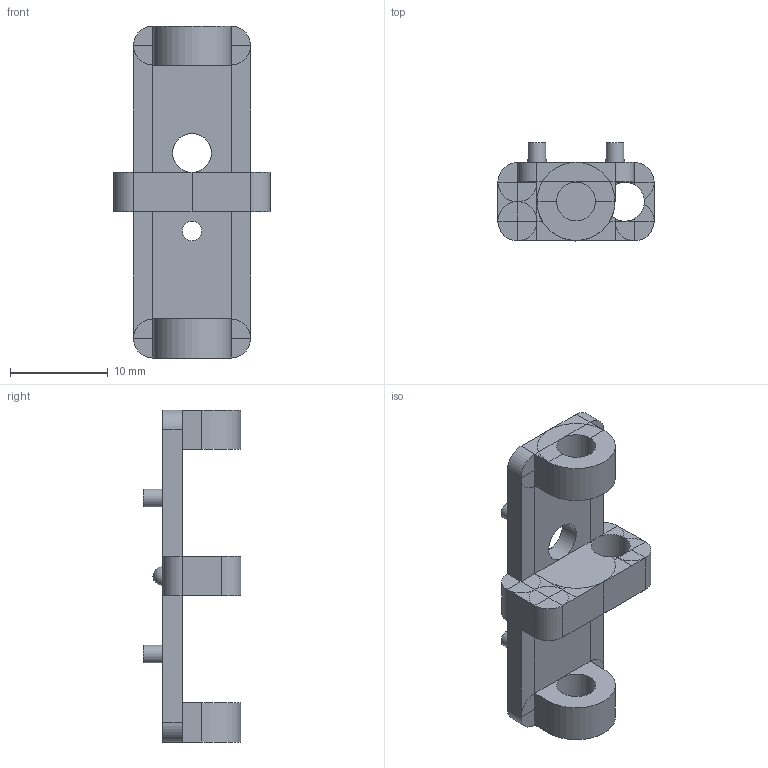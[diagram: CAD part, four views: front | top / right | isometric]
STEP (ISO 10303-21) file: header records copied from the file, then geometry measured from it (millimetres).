
FILE_DESCRIPTION(('FreeCAD Model'),'2;1');
FILE_NAME('Open CASCADE Shape Model','2024-10-13T23:02:05',(''),(''), 'Open CASCADE STEP processor 7.6','FreeCAD','Unknown');
FILE_SCHEMA(('AUTOMOTIVE_DESIGN { 1 0 10303 214 1 1 1 1 }'));
Length unit declared in the file: millimetre
Products named in the file (1): difference
Bounding box: 16 x 10 x 34 mm (x, y, z)
Volume: 1382.8 mm3; surface area: 1619.9 mm2
Topology: 1 solids, 1 shells, 157 faces, 338 edges, 172 vertices
Faces by surface type: plane 136, cylinder 19, sphere 2
Full cylindrical faces by diameter (mm): 1.8 x4, 2 x1, 4 x4
Entity records: 4131 total; most frequent: DIRECTION 793, ORIENTED_EDGE 672, CARTESIAN_POINT 666, EDGE_CURVE 336, AXIS2_PLACEMENT_3D 299, LINE 195, VECTOR 195, VERTEX_POINT 172
